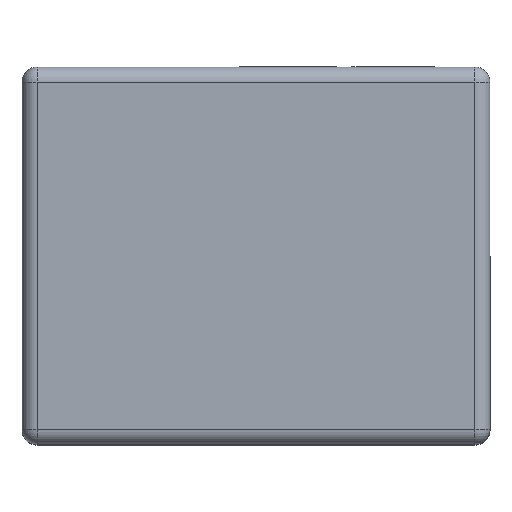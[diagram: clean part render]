
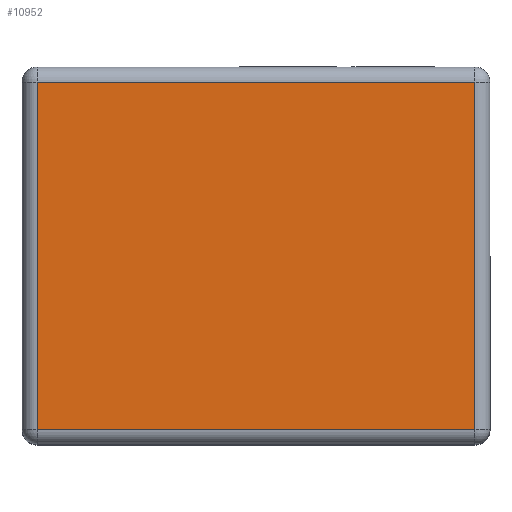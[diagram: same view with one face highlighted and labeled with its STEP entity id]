
A CAD part, top view. The second image highlights one B-rep face of the part: STEP entity #10952.
In plain terms, the highlighted planar face has unit normal (0, 0, 1).
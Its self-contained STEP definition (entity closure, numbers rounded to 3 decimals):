
#800 = CARTESIAN_POINT ( 'NONE',  ( -7.25, 5.75, 13.5 ) ) ;
#989 = CARTESIAN_POINT ( 'NONE',  ( -7.25, -5.75, 13.5 ) ) ;
#997 = LINE ( 'NONE', #5819, #5274 ) ;
#1154 = CARTESIAN_POINT ( 'NONE',  ( 0., 0., 13.5 ) ) ;
#1563 = VERTEX_POINT ( 'NONE', #10220 ) ;
#1693 = DIRECTION ( 'NONE',  ( 1., 0., 0. ) ) ;
#2803 = EDGE_LOOP ( 'NONE', ( #5760, #14222, #6863, #7477 ) ) ;
#3874 = LINE ( 'NONE', #5140, #9404 ) ;
#4873 = DIRECTION ( 'NONE',  ( 0., 0., 1. ) ) ;
#5140 = CARTESIAN_POINT ( 'NONE',  ( -7.75, 5.75, 13.5 ) ) ;
#5274 = VECTOR ( 'NONE', #7160, 1000. ) ;
#5760 = ORIENTED_EDGE ( 'NONE', *, *, #5993, .T. ) ;
#5819 = CARTESIAN_POINT ( 'NONE',  ( -7.25, -6.25, 13.5 ) ) ;
#5984 = DIRECTION ( 'NONE',  ( 1., 0., 0. ) ) ;
#5993 = EDGE_CURVE ( 'NONE', #7595, #9687, #997, .T. ) ;
#6045 = DIRECTION ( 'NONE',  ( 0., 1., 0. ) ) ;
#6224 = AXIS2_PLACEMENT_3D ( 'NONE', #1154, #4873, #5984 ) ;
#6863 = ORIENTED_EDGE ( 'NONE', *, *, #13575, .T. ) ;
#7160 = DIRECTION ( 'NONE',  ( 0., -1., 0. ) ) ;
#7477 = ORIENTED_EDGE ( 'NONE', *, *, #13580, .T. ) ;
#7595 = VERTEX_POINT ( 'NONE', #800 ) ;
#8274 = VERTEX_POINT ( 'NONE', #15683 ) ;
#8383 = LINE ( 'NONE', #15405, #12960 ) ;
#8461 = DIRECTION ( 'NONE',  ( -1., 0., 0. ) ) ;
#8645 = FACE_OUTER_BOUND ( 'NONE', #2803, .T. ) ;
#9404 = VECTOR ( 'NONE', #8461, 1000. ) ;
#9546 = PLANE ( 'NONE',  #6224 ) ;
#9687 = VERTEX_POINT ( 'NONE', #989 ) ;
#10220 = CARTESIAN_POINT ( 'NONE',  ( 7.25, 5.75, 13.5 ) ) ;
#10229 = EDGE_CURVE ( 'NONE', #9687, #8274, #12548, .T. ) ;
#10952 = ADVANCED_FACE ( 'NONE', ( #8645 ), #9546, .T. ) ;
#12548 = LINE ( 'NONE', #13824, #13861 ) ;
#12960 = VECTOR ( 'NONE', #6045, 1000. ) ;
#13575 = EDGE_CURVE ( 'NONE', #8274, #1563, #8383, .T. ) ;
#13580 = EDGE_CURVE ( 'NONE', #1563, #7595, #3874, .T. ) ;
#13824 = CARTESIAN_POINT ( 'NONE',  ( 7.75, -5.75, 13.5 ) ) ;
#13861 = VECTOR ( 'NONE', #1693, 1000. ) ;
#14222 = ORIENTED_EDGE ( 'NONE', *, *, #10229, .T. ) ;
#15405 = CARTESIAN_POINT ( 'NONE',  ( 7.25, 6.25, 13.5 ) ) ;
#15683 = CARTESIAN_POINT ( 'NONE',  ( 7.25, -5.75, 13.5 ) ) ;
